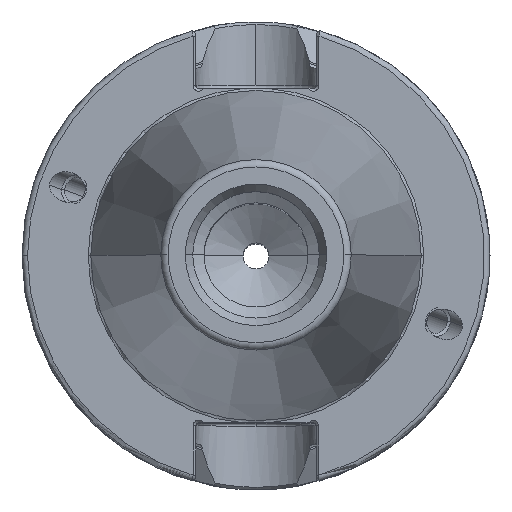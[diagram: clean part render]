
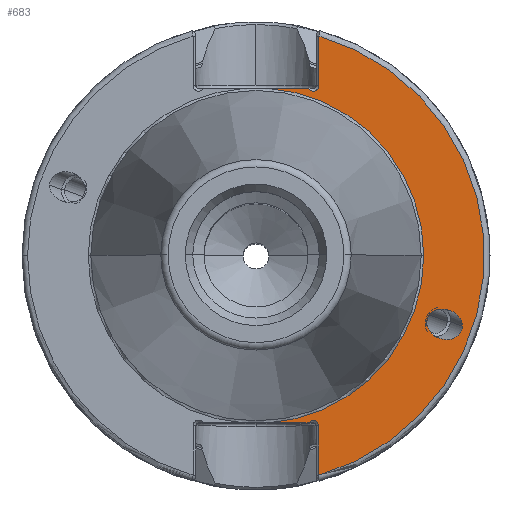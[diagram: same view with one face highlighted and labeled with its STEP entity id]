
A CAD part, top view. The second image highlights one B-rep face of the part: STEP entity #683.
In plain terms, the highlighted planar face has unit normal (0, 0, 1).
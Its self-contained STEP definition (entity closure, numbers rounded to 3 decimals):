
#41 = ORIENTED_EDGE ( 'NONE', *, *, #5910, .T. ) ;
#123 = ORIENTED_EDGE ( 'NONE', *, *, #6450, .T. ) ;
#293 = EDGE_CURVE ( 'NONE', #1027, #5481, #6492, .T. ) ;
#303 = EDGE_LOOP ( 'NONE', ( #3597, #41, #885, #3001, #123, #6828, #6307, #5121, #4041 ) ) ;
#358 = CARTESIAN_POINT ( 'NONE',  ( 22.978, -8.971, -2. ) ) ;
#655 = VERTEX_POINT ( 'NONE', #6154 ) ;
#683 = ADVANCED_FACE ( 'NONE', ( #5604, #5625 ), #6713, .F. ) ;
#747 = DIRECTION ( 'NONE',  ( 0., -1., 0. ) ) ;
#885 = ORIENTED_EDGE ( 'NONE', *, *, #2400, .T. ) ;
#996 = EDGE_CURVE ( 'NONE', #3219, #1020, #1683, .T. ) ;
#998 =( BOUNDED_CURVE ( )  B_SPLINE_CURVE ( 3, ( #4768, #4913, #4784, #4759 ),
 .UNSPECIFIED., .F., .F. ) 
 B_SPLINE_CURVE_WITH_KNOTS ( ( 4, 4 ),
 ( 5.993, 9.135 ),
 .UNSPECIFIED. ) 
 CURVE ( )  GEOMETRIC_REPRESENTATION_ITEM ( )  RATIONAL_B_SPLINE_CURVE ( ( 1., 0.333, 0.333, 1. ) ) 
 REPRESENTATION_ITEM ( '' )  );
#1020 = VERTEX_POINT ( 'NONE', #3900 ) ;
#1027 = VERTEX_POINT ( 'NONE', #3630 ) ;
#1038 = CARTESIAN_POINT ( 'NONE',  ( 8.47, 22.875, -2. ) ) ;
#1098 = AXIS2_PLACEMENT_3D ( 'NONE', #6456, #6478, #6483 ) ;
#1187 = EDGE_CURVE ( 'NONE', #1020, #3219, #998, .T. ) ;
#1229 = EDGE_LOOP ( 'NONE', ( #6906, #1793 ) ) ;
#1267 = VERTEX_POINT ( 'NONE', #4471 ) ;
#1284 = VECTOR ( 'NONE', #747, 1000. ) ;
#1322 = EDGE_CURVE ( 'NONE', #5572, #4290, #4481, .T. ) ;
#1491 = VERTEX_POINT ( 'NONE', #3169 ) ;
#1514 = DIRECTION ( 'NONE',  ( 0., 0., -1. ) ) ;
#1683 =( BOUNDED_CURVE ( )  B_SPLINE_CURVE ( 3, ( #3416, #3695, #3686, #3583 ),
 .UNSPECIFIED., .F., .F. ) 
 B_SPLINE_CURVE_WITH_KNOTS ( ( 4, 4 ),
 ( 2.852, 5.993 ),
 .UNSPECIFIED. ) 
 CURVE ( )  GEOMETRIC_REPRESENTATION_ITEM ( )  RATIONAL_B_SPLINE_CURVE ( ( 1., 0.333, 0.333, 1. ) ) 
 REPRESENTATION_ITEM ( '' )  );
#1738 = AXIS2_PLACEMENT_3D ( 'NONE', #6461, #6427, #6406 ) ;
#1793 = ORIENTED_EDGE ( 'NONE', *, *, #996, .T. ) ;
#1916 = CIRCLE ( 'NONE', #3588, 22.563 ) ;
#2329 = DIRECTION ( 'NONE',  ( 1., 0., 0. ) ) ;
#2400 = EDGE_CURVE ( 'NONE', #1491, #1267, #2907, .T. ) ;
#2432 = CARTESIAN_POINT ( 'NONE',  ( 0., 22.5, -2. ) ) ;
#2674 = CARTESIAN_POINT ( 'NONE',  ( 1.684, -22.5, -2. ) ) ;
#2731 = DIRECTION ( 'NONE',  ( -1., 0., 0. ) ) ;
#2894 = VECTOR ( 'NONE', #5536, 1000. ) ;
#2907 = LINE ( 'NONE', #5499, #2894 ) ;
#3001 = ORIENTED_EDGE ( 'NONE', *, *, #6373, .T. ) ;
#3060 = CARTESIAN_POINT ( 'NONE',  ( 0., 0., -2. ) ) ;
#3169 = CARTESIAN_POINT ( 'NONE',  ( 8.417, -22.875, -2. ) ) ;
#3217 = CARTESIAN_POINT ( 'NONE',  ( 22.563, 0., -2. ) ) ;
#3219 = VERTEX_POINT ( 'NONE', #358 ) ;
#3370 = EDGE_CURVE ( 'NONE', #1027, #5572, #1916, .T. ) ;
#3416 = CARTESIAN_POINT ( 'NONE',  ( 22.978, -8.971, -2. ) ) ;
#3583 = CARTESIAN_POINT ( 'NONE',  ( 27.766, -9.498, -2. ) ) ;
#3588 = AXIS2_PLACEMENT_3D ( 'NONE', #3060, #1514, #2731 ) ;
#3597 = ORIENTED_EDGE ( 'NONE', *, *, #6536, .F. ) ;
#3630 = CARTESIAN_POINT ( 'NONE',  ( 1.684, 22.5, -2. ) ) ;
#3686 = CARTESIAN_POINT ( 'NONE',  ( 27.766, -5.419, -2. ) ) ;
#3695 = CARTESIAN_POINT ( 'NONE',  ( 22.978, -4.892, -2. ) ) ;
#3797 = AXIS2_PLACEMENT_3D ( 'NONE', #5668, #5486, #5431 ) ;
#3818 = CARTESIAN_POINT ( 'NONE',  ( 7.133, -22.5, -2. ) ) ;
#3900 = CARTESIAN_POINT ( 'NONE',  ( 27.766, -9.498, -2. ) ) ;
#3967 = DIRECTION ( 'NONE',  ( -1., 0., 0. ) ) ;
#3978 = CARTESIAN_POINT ( 'NONE',  ( 0., 0., -2. ) ) ;
#3990 = DIRECTION ( 'NONE',  ( 0., 0., -1. ) ) ;
#4041 = ORIENTED_EDGE ( 'NONE', *, *, #1322, .T. ) ;
#4109 = VERTEX_POINT ( 'NONE', #3818 ) ;
#4290 = VERTEX_POINT ( 'NONE', #2674 ) ;
#4471 = CARTESIAN_POINT ( 'NONE',  ( 8.417, -29.55, -2. ) ) ;
#4481 = CIRCLE ( 'NONE', #4886, 22.563 ) ;
#4729 = VECTOR ( 'NONE', #6970, 1000. ) ;
#4759 = CARTESIAN_POINT ( 'NONE',  ( 22.978, -8.971, -2. ) ) ;
#4768 = CARTESIAN_POINT ( 'NONE',  ( 27.766, -9.498, -2. ) ) ;
#4770 = LINE ( 'NONE', #7151, #4729 ) ;
#4784 = CARTESIAN_POINT ( 'NONE',  ( 22.978, -13.051, -2. ) ) ;
#4886 = AXIS2_PLACEMENT_3D ( 'NONE', #3978, #3990, #3967 ) ;
#4913 = CARTESIAN_POINT ( 'NONE',  ( 27.766, -13.577, -2. ) ) ;
#5121 = ORIENTED_EDGE ( 'NONE', *, *, #3370, .T. ) ;
#5241 = CIRCLE ( 'NONE', #3797, 30.725 ) ;
#5431 = DIRECTION ( 'NONE',  ( -1., 0., 0. ) ) ;
#5481 = VERTEX_POINT ( 'NONE', #5963 ) ;
#5486 = DIRECTION ( 'NONE',  ( 0., 0., 1. ) ) ;
#5497 = CIRCLE ( 'NONE', #5880, 0.75 ) ;
#5499 = CARTESIAN_POINT ( 'NONE',  ( 8.417, 31.475, -2. ) ) ;
#5536 = DIRECTION ( 'NONE',  ( 0., -1., 0. ) ) ;
#5572 = VERTEX_POINT ( 'NONE', #3217 ) ;
#5604 = FACE_BOUND ( 'NONE', #1229, .T. ) ;
#5625 = FACE_OUTER_BOUND ( 'NONE', #303, .T. ) ;
#5668 = CARTESIAN_POINT ( 'NONE',  ( 0., 0., -2. ) ) ;
#5791 = DIRECTION ( 'NONE',  ( -1., 0., 0. ) ) ;
#5795 = LINE ( 'NONE', #1038, #1284 ) ;
#5814 = DIRECTION ( 'NONE',  ( 0., 0., -1. ) ) ;
#5838 = CARTESIAN_POINT ( 'NONE',  ( 7.72, 22.875, -2. ) ) ;
#5880 = AXIS2_PLACEMENT_3D ( 'NONE', #5838, #5814, #5791 ) ;
#5910 = EDGE_CURVE ( 'NONE', #4109, #1491, #6218, .T. ) ;
#5963 = CARTESIAN_POINT ( 'NONE',  ( 7.07, 22.5, -2. ) ) ;
#6154 = CARTESIAN_POINT ( 'NONE',  ( 8.47, 29.534, -2. ) ) ;
#6218 = CIRCLE ( 'NONE', #1738, 0.697 ) ;
#6239 = EDGE_CURVE ( 'NONE', #6776, #5481, #5497, .T. ) ;
#6307 = ORIENTED_EDGE ( 'NONE', *, *, #293, .F. ) ;
#6373 = EDGE_CURVE ( 'NONE', #1267, #655, #5241, .T. ) ;
#6406 = DIRECTION ( 'NONE',  ( -1., 0., 0. ) ) ;
#6427 = DIRECTION ( 'NONE',  ( 0., 0., -1. ) ) ;
#6450 = EDGE_CURVE ( 'NONE', #655, #6776, #5795, .T. ) ;
#6456 = CARTESIAN_POINT ( 'NONE',  ( 0., 31.475, -2. ) ) ;
#6461 = CARTESIAN_POINT ( 'NONE',  ( 7.72, -22.875, -2. ) ) ;
#6478 = DIRECTION ( 'NONE',  ( 0., 0., -1. ) ) ;
#6481 = VECTOR ( 'NONE', #2329, 1000. ) ;
#6483 = DIRECTION ( 'NONE',  ( -1., 0., 0. ) ) ;
#6492 = LINE ( 'NONE', #2432, #6481 ) ;
#6536 = EDGE_CURVE ( 'NONE', #4109, #4290, #4770, .T. ) ;
#6713 = PLANE ( 'NONE',  #1098 ) ;
#6776 = VERTEX_POINT ( 'NONE', #6840 ) ;
#6828 = ORIENTED_EDGE ( 'NONE', *, *, #6239, .T. ) ;
#6840 = CARTESIAN_POINT ( 'NONE',  ( 8.47, 22.875, -2. ) ) ;
#6906 = ORIENTED_EDGE ( 'NONE', *, *, #1187, .T. ) ;
#6970 = DIRECTION ( 'NONE',  ( -1., 0., 0. ) ) ;
#7151 = CARTESIAN_POINT ( 'NONE',  ( 0., -22.5, -2. ) ) ;
